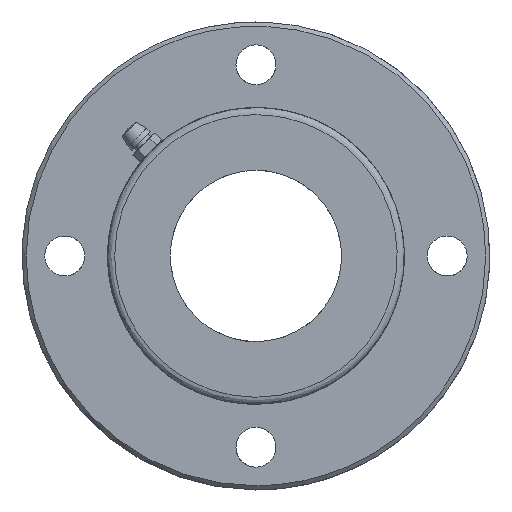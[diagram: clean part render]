
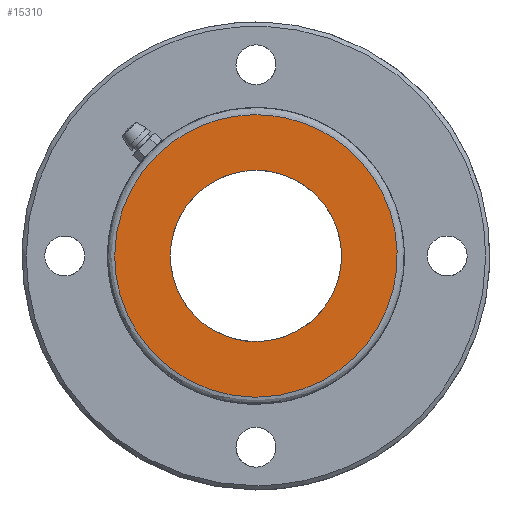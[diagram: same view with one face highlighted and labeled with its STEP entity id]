
A CAD part, left-side view. The second image highlights one B-rep face of the part: STEP entity #15310.
In plain terms, the highlighted free-form (B-spline) face has degree [1, 1] with [2, 2] control points.
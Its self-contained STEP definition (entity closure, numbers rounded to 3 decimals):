
#13660 = CARTESIAN_POINT ('', (-182., 24.75, 0.));
#13670 = VERTEX_POINT ('', #13660);
#13680 = CARTESIAN_POINT ('', (-182., 0., 24.75));
#13690 = VERTEX_POINT ('', #13680);
#13700 = CARTESIAN_POINT ('', (-182., 24.75, 0.));
#13710 = CARTESIAN_POINT ('', (-182., 24.75, 16.5));
#13720 = CARTESIAN_POINT ('', (-182., 12.375, 24.75));
#13730 = CARTESIAN_POINT ('', (-182., 0., 24.75));
#13740 = (
   BOUNDED_CURVE ()
   B_SPLINE_CURVE (3, (#13700, #13710, #13720, #13730), .UNSPECIFIED., .F., .U.)
   B_SPLINE_CURVE_WITH_KNOTS ((4, 4), (0., 1.), .UNSPECIFIED.)
   CURVE ()
   GEOMETRIC_REPRESENTATION_ITEM ()
   RATIONAL_B_SPLINE_CURVE ((0.478, 0.478, 0.638, 0.957))
   REPRESENTATION_ITEM ('')
);
#13750 = EDGE_CURVE ('', #13670, #13690, #13740, .T.);
#13870 = CARTESIAN_POINT ('', (-182., 0., -24.75));
#13880 = VERTEX_POINT ('', #13870);
#13890 = CARTESIAN_POINT ('', (-182., 0., -24.75));
#13900 = CARTESIAN_POINT ('', (-182., -1.571, -24.75));
#13910 = CARTESIAN_POINT ('', (-182., -3.144, -24.597));
#13920 = CARTESIAN_POINT ('', (-182., -4.718, -24.292));
#13930 = CARTESIAN_POINT ('', (-182., -6.336, -23.978));
#13940 = CARTESIAN_POINT ('', (-182., -7.899, -23.512));
#13950 = CARTESIAN_POINT ('', (-182., -9.406, -22.893));
#13960 = CARTESIAN_POINT ('', (-182., -10.924, -22.27));
#13970 = CARTESIAN_POINT ('', (-182., -12.382, -21.49));
#13980 = CARTESIAN_POINT ('', (-182., -13.778, -20.554));
#13990 = CARTESIAN_POINT ('', (-182., -15.16, -19.628));
#14000 = CARTESIAN_POINT ('', (-182., -16.428, -18.584));
#14010 = CARTESIAN_POINT ('', (-182., -17.581, -17.421));
#14020 = CARTESIAN_POINT ('', (-182., -19.273, -15.713));
#14030 = CARTESIAN_POINT ('', (-182., -20.68, -13.813));
#14040 = CARTESIAN_POINT ('', (-182., -21.802, -11.719));
#14050 = CARTESIAN_POINT ('', (-182., -22.082, -11.196));
#14060 = CARTESIAN_POINT ('', (-182., -22.345, -10.661));
#14070 = CARTESIAN_POINT ('', (-182., -22.59, -10.113));
#14080 = CARTESIAN_POINT ('', (-182., -22.651, -9.976));
#14090 = CARTESIAN_POINT ('', (-182., -22.711, -9.839));
#14100 = CARTESIAN_POINT ('', (-182., -22.77, -9.7));
#14110 = CARTESIAN_POINT ('', (-182., -22.799, -9.631));
#14120 = CARTESIAN_POINT ('', (-182., -22.829, -9.562));
#14130 = CARTESIAN_POINT ('', (-182., -22.858, -9.492));
#14140 = CARTESIAN_POINT ('', (-182., -22.886, -9.422));
#14150 = CARTESIAN_POINT ('', (-182., -22.915, -9.353));
#14160 = CARTESIAN_POINT ('', (-182., -22.943, -9.283));
#14170 = CARTESIAN_POINT ('', (-182., -23.056, -9.004));
#14180 = CARTESIAN_POINT ('', (-182., -23.164, -8.722));
#14190 = CARTESIAN_POINT ('', (-182., -23.267, -8.438));
#14200 = CARTESIAN_POINT ('', (-182., -23.677, -7.303));
#14210 = CARTESIAN_POINT ('', (-182., -24.005, -6.131));
#14220 = CARTESIAN_POINT ('', (-182., -24.251, -4.922));
#14230 = CARTESIAN_POINT ('', (-182., -24.583, -3.286));
#14240 = CARTESIAN_POINT ('', (-182., -24.75, -1.646));
#14250 = CARTESIAN_POINT ('', (-182., -24.75, 0.));
#14260 = CARTESIAN_POINT ('', (-182., -24.75, 1.638));
#14270 = CARTESIAN_POINT ('', (-182., -24.584, 3.279));
#14280 = CARTESIAN_POINT ('', (-182., -24.251, 4.922));
#14290 = CARTESIAN_POINT ('', (-182., -23.926, 6.527));
#14300 = CARTESIAN_POINT ('', (-182., -23.451, 8.073));
#14310 = CARTESIAN_POINT ('', (-182., -22.829, 9.561));
#14320 = CARTESIAN_POINT ('', (-182., -21.591, 12.518));
#14330 = CARTESIAN_POINT ('', (-182., -19.841, 15.138));
#14340 = CARTESIAN_POINT ('', (-182., -17.581, 17.421));
#14350 = CARTESIAN_POINT ('', (-182., -16.433, 18.579));
#14360 = CARTESIAN_POINT ('', (-182., -15.166, 19.624));
#14370 = CARTESIAN_POINT ('', (-182., -13.778, 20.554));
#14380 = CARTESIAN_POINT ('', (-182., -12.388, 21.487));
#14390 = CARTESIAN_POINT ('', (-182., -10.931, 22.266));
#14400 = CARTESIAN_POINT ('', (-182., -9.406, 22.893));
#14410 = CARTESIAN_POINT ('', (-182., -7.906, 23.51));
#14420 = CARTESIAN_POINT ('', (-182., -6.343, 23.976));
#14430 = CARTESIAN_POINT ('', (-182., -4.718, 24.292));
#14440 = CARTESIAN_POINT ('', (-182., -3.147, 24.597));
#14450 = CARTESIAN_POINT ('', (-182., -1.575, 24.75));
#14460 = CARTESIAN_POINT ('', (-182., 0., 24.75));
#14470 = B_SPLINE_CURVE_WITH_KNOTS ('', 3, (#13890, #13900, #13910, #13920, #13930, #13940, #13950, #13960, #13970, #13980, #13990, #14000, #14010, #14020, #14030, #14040, #14050, #14060, #14070, #14080, #14090, #14100, #14110, #14120, #14130, #14140, #14150, #14160, #14170, #14180, #14190, #14200, #14210, #14220, #14230, #14240, #14250, #14260, #14270, #14280, #14290, #14300, #14310, #14320, #14330, #14340, #14350, #14360, #14370, #14380, #14390, #14400, #14410, #14420, #14430, #14440, #14450, #14460), .UNSPECIFIED., .F., .U., (4, 3, 3, 3, 3, 3, 3, 3, 3, 3, 3, 3, 3, 3, 3, 3, 3, 3, 3, 4), (0., 0.063, 0.125, 0.188, 0.25, 0.344, 0.367, 0.373, 0.376, 0.379, 0.391, 0.438, 0.5, 0.563, 0.625, 0.75, 0.813, 0.875, 0.938, 1.), .UNSPECIFIED.);
#14480 = EDGE_CURVE ('', #13880, #13690, #14470, .T.);
#14500 = CARTESIAN_POINT ('', (-182., 0., -24.75));
#14510 = CARTESIAN_POINT ('', (-182., 12.375, -24.75));
#14520 = CARTESIAN_POINT ('', (-182., 24.75, -16.5));
#14530 = CARTESIAN_POINT ('', (-182., 24.75, 0.));
#14540 = (
   BOUNDED_CURVE ()
   B_SPLINE_CURVE (3, (#14500, #14510, #14520, #14530), .UNSPECIFIED., .F., .U.)
   B_SPLINE_CURVE_WITH_KNOTS ((4, 4), (0., 1.), .UNSPECIFIED.)
   CURVE ()
   GEOMETRIC_REPRESENTATION_ITEM ()
   RATIONAL_B_SPLINE_CURVE ((0.957, 0.638, 0.478, 0.478))
   REPRESENTATION_ITEM ('')
);
#14550 = EDGE_CURVE ('', #13880, #13670, #14540, .T.);
#14890 = ORIENTED_EDGE ('', *, *, #14480, .T.);
#14900 = ORIENTED_EDGE ('', *, *, #13750, .F.);
#14910 = ORIENTED_EDGE ('', *, *, #14550, .F.);
#14920 = EDGE_LOOP ('', (#14890, #14900, #14910));
#14930 = FACE_OUTER_BOUND ('', #14920, .T.);
#14940 = CARTESIAN_POINT ('', (-182., 0., -15.));
#14950 = VERTEX_POINT ('', #14940);
#14960 = CARTESIAN_POINT ('', (-182., -15., 0.));
#14970 = VERTEX_POINT ('', #14960);
#14980 = CARTESIAN_POINT ('', (-182., 0., -15.));
#14990 = CARTESIAN_POINT ('', (-182., -7.5, -15.));
#15000 = CARTESIAN_POINT ('', (-182., -15., -10.));
#15010 = CARTESIAN_POINT ('', (-182., -15., 0.));
#15020 = (
   BOUNDED_CURVE ()
   B_SPLINE_CURVE (3, (#14980, #14990, #15000, #15010), .UNSPECIFIED., .F., .U.)
   B_SPLINE_CURVE_WITH_KNOTS ((4, 4), (0., 1.), .UNSPECIFIED.)
   CURVE ()
   GEOMETRIC_REPRESENTATION_ITEM ()
   RATIONAL_B_SPLINE_CURVE ((1., 0.667, 0.5, 0.5))
   REPRESENTATION_ITEM ('')
);
#15030 = EDGE_CURVE ('', #14950, #14970, #15020, .T.);
#15040 = ORIENTED_EDGE ('', *, *, #15030, .F.);
#15050 = CARTESIAN_POINT ('', (-182., 15., 0.));
#15060 = VERTEX_POINT ('', #15050);
#15070 = CARTESIAN_POINT ('', (-182., 15., 0.));
#15080 = CARTESIAN_POINT ('', (-182., 15., -10.));
#15090 = CARTESIAN_POINT ('', (-182., 7.5, -15.));
#15100 = CARTESIAN_POINT ('', (-182., 0., -15.));
#15110 = (
   BOUNDED_CURVE ()
   B_SPLINE_CURVE (3, (#15070, #15080, #15090, #15100), .UNSPECIFIED., .F., .U.)
   B_SPLINE_CURVE_WITH_KNOTS ((4, 4), (0., 1.), .UNSPECIFIED.)
   CURVE ()
   GEOMETRIC_REPRESENTATION_ITEM ()
   RATIONAL_B_SPLINE_CURVE ((0.5, 0.5, 0.667, 1.))
   REPRESENTATION_ITEM ('')
);
#15120 = EDGE_CURVE ('', #15060, #14950, #15110, .T.);
#15130 = ORIENTED_EDGE ('', *, *, #15120, .F.);
#15140 = CARTESIAN_POINT ('', (-182., -15., 0.));
#15150 = CARTESIAN_POINT ('', (-182., -15., 10.));
#15160 = CARTESIAN_POINT ('', (-182., -7.5, 15.));
#15170 = CARTESIAN_POINT ('', (-182., 0., 15.));
#15180 = CARTESIAN_POINT ('', (-182., 7.5, 15.));
#15190 = CARTESIAN_POINT ('', (-182., 15., 10.));
#15200 = CARTESIAN_POINT ('', (-182., 15., 0.));
#15210 = (
   BOUNDED_CURVE ()
   B_SPLINE_CURVE (3, (#15140, #15150, #15160, #15170, #15180, #15190, #15200), .UNSPECIFIED., .F., .U.)
   B_SPLINE_CURVE_WITH_KNOTS ((4, 3, 4), (0., 0.5, 1.), .UNSPECIFIED.)
   CURVE ()
   GEOMETRIC_REPRESENTATION_ITEM ()
   RATIONAL_B_SPLINE_CURVE ((0.5, 0.5, 0.667, 1., 0.667, 0.5, 0.5))
   REPRESENTATION_ITEM ('')
);
#15220 = EDGE_CURVE ('', #14970, #15060, #15210, .T.);
#15230 = ORIENTED_EDGE ('', *, *, #15220, .F.);
#15240 = EDGE_LOOP ('', (#15040, #15130, #15230));
#15250 = FACE_BOUND ('', #15240, .T.);
#15260 = CARTESIAN_POINT ('', (-182., -25.047, 25.047));
#15270 = CARTESIAN_POINT ('', (-182., -25.047, -25.047));
#15280 = CARTESIAN_POINT ('', (-182., 25.047, 25.047));
#15290 = CARTESIAN_POINT ('', (-182., 25.047, -25.047));
#15300 = B_SPLINE_SURFACE_WITH_KNOTS ('', 1, 1, ((#15260, #15270), (#15280, #15290)), .UNSPECIFIED., .F., .F., .U., (2, 2), (2, 2), (0., 1.), (0., 1.), .UNSPECIFIED.);
#15310 = ADVANCED_FACE ('', (#14930, #15250), #15300, .T.);
